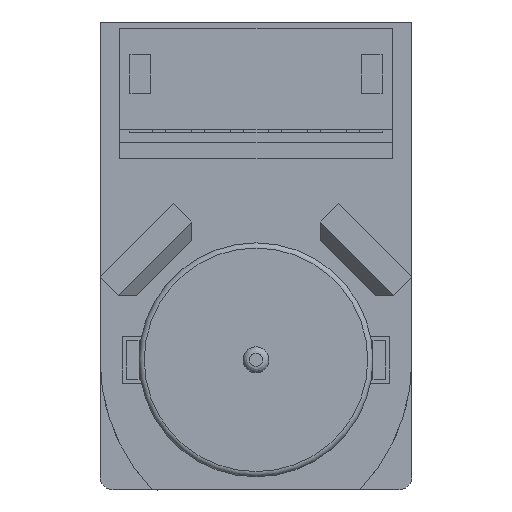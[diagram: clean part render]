
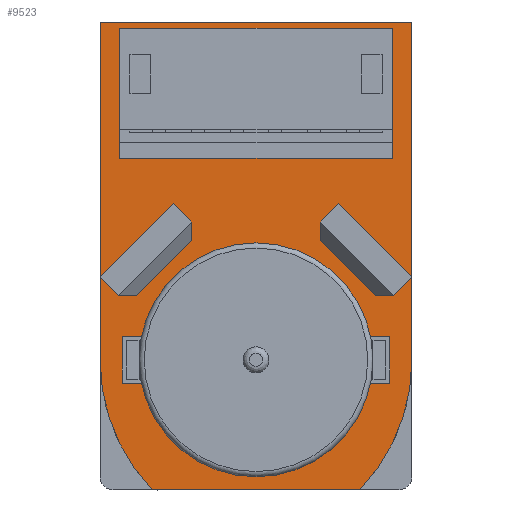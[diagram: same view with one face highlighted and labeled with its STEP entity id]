
A CAD part, front view. The second image highlights one B-rep face of the part: STEP entity #9523.
In plain terms, the highlighted planar face has unit normal (0, -1, 0).
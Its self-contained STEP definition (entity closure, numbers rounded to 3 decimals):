
#49=FACE_BOUND('',#3389,.T.);
#50=FACE_BOUND('',#3390,.T.);
#51=FACE_BOUND('',#3391,.T.);
#927=LINE('',#15287,#2035);
#930=LINE('',#15293,#2038);
#933=LINE('',#15299,#2041);
#936=LINE('',#15303,#2044);
#939=LINE('',#15311,#2047);
#942=LINE('',#15317,#2050);
#945=LINE('',#15323,#2053);
#948=LINE('',#15327,#2056);
#952=LINE('',#15341,#2060);
#955=LINE('',#15347,#2063);
#958=LINE('',#15353,#2066);
#962=LINE('',#15365,#2070);
#2035=VECTOR('',#12487,10.);
#2038=VECTOR('',#12492,10.);
#2041=VECTOR('',#12497,10.);
#2044=VECTOR('',#12502,10.);
#2047=VECTOR('',#12507,10.);
#2050=VECTOR('',#12512,10.);
#2053=VECTOR('',#12517,10.);
#2056=VECTOR('',#12522,10.);
#2060=VECTOR('',#12534,10.);
#2063=VECTOR('',#12539,10.);
#2066=VECTOR('',#12544,10.);
#2070=VECTOR('',#12556,10.);
#2849=FACE_OUTER_BOUND('',#3388,.T.);
#3388=EDGE_LOOP('',(#8175,#8176,#8177,#8178,#8179,#8180));
#3389=EDGE_LOOP('',(#8181));
#3390=EDGE_LOOP('',(#8182,#8183,#8184,#8185));
#3391=EDGE_LOOP('',(#8186,#8187,#8188,#8189));
#3739=CIRCLE('',#10296,2.6);
#3742=CIRCLE('',#10303,7.25);
#3744=CIRCLE('',#10307,7.25);
#4462=VERTEX_POINT('',#15284);
#4463=VERTEX_POINT('',#15286);
#4465=VERTEX_POINT('',#15292);
#4467=VERTEX_POINT('',#15298);
#4470=VERTEX_POINT('',#15308);
#4471=VERTEX_POINT('',#15310);
#4473=VERTEX_POINT('',#15316);
#4475=VERTEX_POINT('',#15322);
#4476=VERTEX_POINT('',#15329);
#4480=VERTEX_POINT('',#15338);
#4481=VERTEX_POINT('',#15340);
#4483=VERTEX_POINT('',#15346);
#4485=VERTEX_POINT('',#15352);
#4487=VERTEX_POINT('',#15358);
#4489=VERTEX_POINT('',#15364);
#5708=EDGE_CURVE('',#4463,#4462,#927,.T.);
#5711=EDGE_CURVE('',#4465,#4463,#930,.T.);
#5714=EDGE_CURVE('',#4467,#4465,#933,.T.);
#5717=EDGE_CURVE('',#4462,#4467,#936,.T.);
#5720=EDGE_CURVE('',#4471,#4470,#939,.T.);
#5723=EDGE_CURVE('',#4473,#4471,#942,.T.);
#5726=EDGE_CURVE('',#4475,#4473,#945,.T.);
#5729=EDGE_CURVE('',#4470,#4475,#948,.T.);
#5730=EDGE_CURVE('',#4476,#4476,#3739,.T.);
#5735=EDGE_CURVE('',#4481,#4480,#952,.T.);
#5738=EDGE_CURVE('',#4483,#4481,#955,.T.);
#5741=EDGE_CURVE('',#4485,#4483,#958,.T.);
#5744=EDGE_CURVE('',#4487,#4485,#3742,.T.);
#5747=EDGE_CURVE('',#4489,#4487,#962,.T.);
#5750=EDGE_CURVE('',#4480,#4489,#3744,.T.);
#8175=ORIENTED_EDGE('',*,*,#5750,.T.);
#8176=ORIENTED_EDGE('',*,*,#5747,.T.);
#8177=ORIENTED_EDGE('',*,*,#5744,.T.);
#8178=ORIENTED_EDGE('',*,*,#5741,.T.);
#8179=ORIENTED_EDGE('',*,*,#5738,.T.);
#8180=ORIENTED_EDGE('',*,*,#5735,.T.);
#8181=ORIENTED_EDGE('',*,*,#5730,.T.);
#8182=ORIENTED_EDGE('',*,*,#5729,.T.);
#8183=ORIENTED_EDGE('',*,*,#5726,.T.);
#8184=ORIENTED_EDGE('',*,*,#5723,.T.);
#8185=ORIENTED_EDGE('',*,*,#5720,.T.);
#8186=ORIENTED_EDGE('',*,*,#5717,.T.);
#8187=ORIENTED_EDGE('',*,*,#5714,.T.);
#8188=ORIENTED_EDGE('',*,*,#5711,.T.);
#8189=ORIENTED_EDGE('',*,*,#5708,.T.);
#9010=PLANE('',#10308);
#9523=ADVANCED_FACE('',(#2849,#49,#50,#51),#9010,.T.);
#10296=AXIS2_PLACEMENT_3D('',#15330,#12525,#12526);
#10303=AXIS2_PLACEMENT_3D('',#15359,#12550,#12551);
#10307=AXIS2_PLACEMENT_3D('',#15369,#12562,#12563);
#10308=AXIS2_PLACEMENT_3D('',#15370,#12564,#12565);
#12487=DIRECTION('',(0.,0.,1.));
#12492=DIRECTION('',(-1.,0.,0.));
#12497=DIRECTION('',(0.,0.,-1.));
#12502=DIRECTION('',(1.,0.,0.));
#12507=DIRECTION('',(-1.,0.,0.));
#12512=DIRECTION('',(0.,0.,-1.));
#12517=DIRECTION('',(1.,0.,0.));
#12522=DIRECTION('',(0.,0.,1.));
#12525=DIRECTION('center_axis',(0.,1.,0.));
#12526=DIRECTION('ref_axis',(1.,0.,0.));
#12534=DIRECTION('',(0.,0.,-1.));
#12539=DIRECTION('',(-1.,0.,0.));
#12544=DIRECTION('',(0.,0.,1.));
#12550=DIRECTION('center_axis',(0.,-1.,0.));
#12551=DIRECTION('ref_axis',(0.724,0.,-0.69));
#12556=DIRECTION('',(1.,0.,0.));
#12562=DIRECTION('center_axis',(0.,-1.,0.));
#12563=DIRECTION('ref_axis',(-0.724,0.,0.69));
#12564=DIRECTION('center_axis',(0.,-1.,0.));
#12565=DIRECTION('ref_axis',(1.,0.,0.));
#15284=CARTESIAN_POINT('',(-1.15,-2.,5.9));
#15286=CARTESIAN_POINT('',(-1.15,-2.,4.1));
#15287=CARTESIAN_POINT('',(-1.15,-2.,4.1));
#15292=CARTESIAN_POINT('',(-0.35,-2.,4.1));
#15293=CARTESIAN_POINT('',(-0.35,-2.,4.1));
#15298=CARTESIAN_POINT('',(-0.35,-2.,5.9));
#15299=CARTESIAN_POINT('',(-0.35,-2.,5.9));
#15303=CARTESIAN_POINT('',(-1.15,-2.,5.9));
#15308=CARTESIAN_POINT('',(8.35,-2.,4.1));
#15310=CARTESIAN_POINT('',(9.15,-2.,4.1));
#15311=CARTESIAN_POINT('',(8.35,-2.,4.1));
#15316=CARTESIAN_POINT('',(9.15,-2.,5.9));
#15317=CARTESIAN_POINT('',(9.15,-2.,4.1));
#15322=CARTESIAN_POINT('',(8.35,-2.,5.9));
#15323=CARTESIAN_POINT('',(9.15,-2.,5.9));
#15327=CARTESIAN_POINT('',(8.35,-2.,5.9));
#15329=CARTESIAN_POINT('',(1.4,-2.,5.));
#15330=CARTESIAN_POINT('Origin',(4.,-2.,5.));
#15338=CARTESIAN_POINT('',(-2.,-2.,5.));
#15340=CARTESIAN_POINT('',(-2.,-2.,18.));
#15341=CARTESIAN_POINT('',(-2.,-2.,5.));
#15346=CARTESIAN_POINT('',(10.,-2.,18.));
#15347=CARTESIAN_POINT('',(-2.,-2.,18.));
#15352=CARTESIAN_POINT('',(10.,-2.,5.));
#15353=CARTESIAN_POINT('',(10.,-2.,18.));
#15358=CARTESIAN_POINT('',(8.,-2.,0.));
#15359=CARTESIAN_POINT('Origin',(2.75,-2.,5.));
#15364=CARTESIAN_POINT('',(0.,-2.,0.));
#15365=CARTESIAN_POINT('',(0.,-2.,0.));
#15369=CARTESIAN_POINT('Origin',(5.25,-2.,5.));
#15370=CARTESIAN_POINT('Origin',(4.,-2.,9.));
